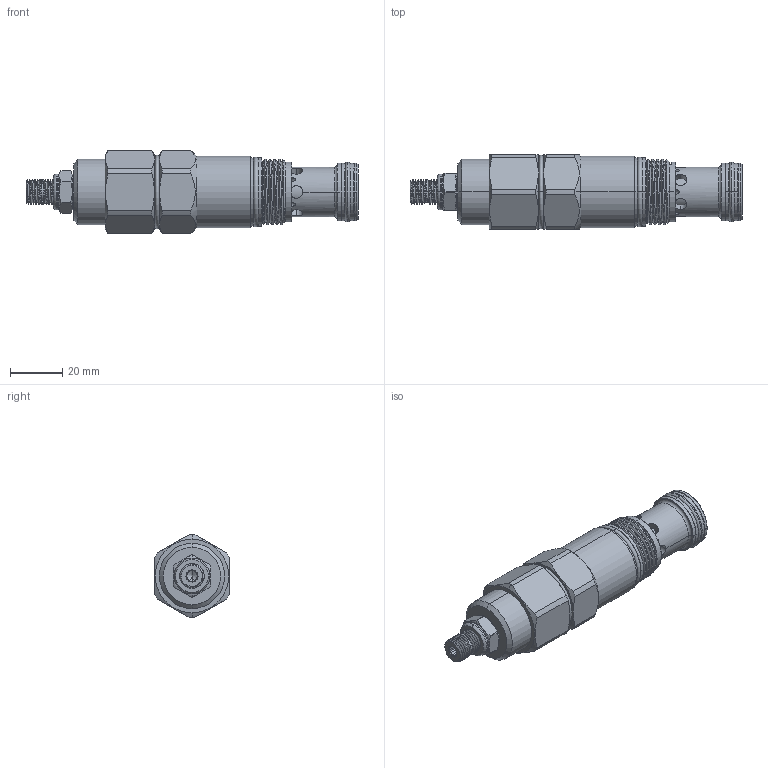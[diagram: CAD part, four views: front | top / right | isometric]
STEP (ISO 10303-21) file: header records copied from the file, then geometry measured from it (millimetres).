
FILE_DESCRIPTION (( 'STEP AP203' ), '1' );
FILE_NAME ('SC5A20-L.STEP', '2020-03-25T01:08:44', ( '' ), ( '' ), 'SwSTEP 2.0', 'SolidWorks 2018', '' );
FILE_SCHEMA (( 'CONFIG_CONTROL_DESIGN' ));
Length unit declared in the file: millimetre
Products named in the file (1): SC5A20-L
Bounding box: 127.33 x 28.57 x 31.8 mm (x, y, z)
Volume: 56527.4 mm3; surface area: 17047.2 mm2
Topology: 6 solids, 9 shells, 391 faces, 958 edges, 596 vertices
Faces by surface type: cylinder 173, plane 81, cone 77, torus 51, bspline 7, sphere 2
Entity records: 17500 total; most frequent: CARTESIAN_POINT 8484, ORIENTED_EDGE 1910, DIRECTION 1874, EDGE_CURVE 955, AXIS2_PLACEMENT_3D 797, VERTEX_POINT 596, EDGE_LOOP 427, CIRCLE 412
